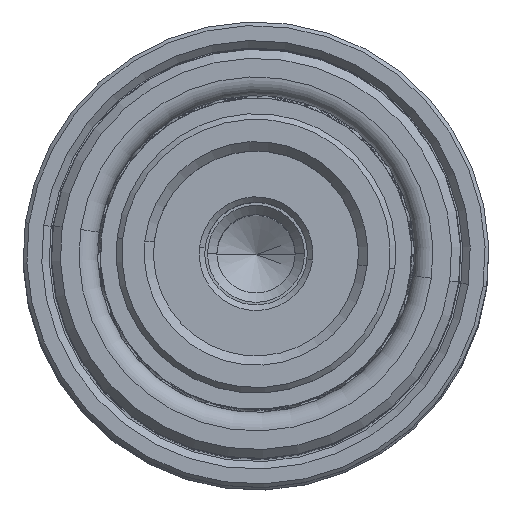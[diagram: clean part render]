
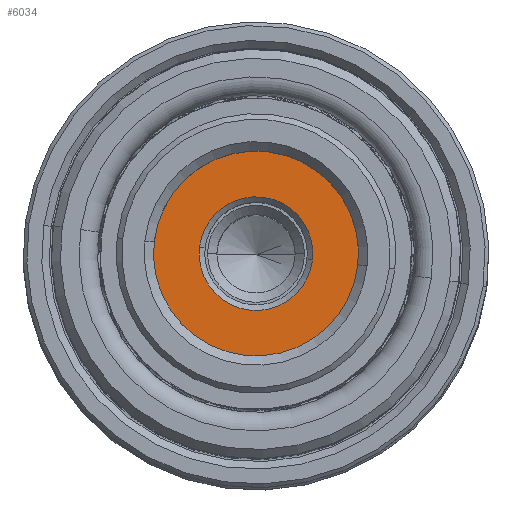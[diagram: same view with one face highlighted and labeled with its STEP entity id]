
A CAD part, top view. The second image highlights one B-rep face of the part: STEP entity #6034.
In plain terms, the highlighted face is planar.
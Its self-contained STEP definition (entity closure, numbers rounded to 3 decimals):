
#946 = CARTESIAN_POINT ( 'NONE',  ( -3.05, 0., 6.5 ) ) ;
#1081 = CARTESIAN_POINT ( 'NONE',  ( -5.5, 0., 6.5 ) ) ;
#1098 = AXIS2_PLACEMENT_3D ( 'NONE', #20212, #4622, #22871 ) ;
#1360 = CARTESIAN_POINT ( 'NONE',  ( 2.75, 0., 6.5 ) ) ;
#1549 = AXIS2_PLACEMENT_3D ( 'NONE', #1360, #3964, #22218 ) ;
#3263 = PLANE ( 'NONE',  #1549 ) ;
#3964 = DIRECTION ( 'NONE',  ( 0., 0., 1. ) ) ;
#4592 = EDGE_CURVE ( 'NONE', #29726, #6563, #25038, .T. ) ;
#4622 = DIRECTION ( 'NONE',  ( 0., 0., -1. ) ) ;
#4650 = CARTESIAN_POINT ( 'NONE',  ( 0., 0., 6.5 ) ) ;
#4988 = CARTESIAN_POINT ( 'NONE',  ( 0., 0., 6.5 ) ) ;
#6034 = ADVANCED_FACE ( 'NONE', ( #7040, #27016 ), #3263, .F. ) ;
#6563 = VERTEX_POINT ( 'NONE', #1081 ) ;
#7040 = FACE_BOUND ( 'NONE', #26688, .T. ) ;
#7267 = DIRECTION ( 'NONE',  ( -1., 0., 0. ) ) ;
#7609 = DIRECTION ( 'NONE',  ( 1., 0., 0. ) ) ;
#11491 = AXIS2_PLACEMENT_3D ( 'NONE', #4988, #23241, #7609 ) ;
#12678 = AXIS2_PLACEMENT_3D ( 'NONE', #13220, #31525, #15845 ) ;
#13220 = CARTESIAN_POINT ( 'NONE',  ( 0., 0., 6.5 ) ) ;
#13357 = CIRCLE ( 'NONE', #30853, 5.5 ) ;
#13973 = CARTESIAN_POINT ( 'NONE',  ( 3.05, 0., 6.5 ) ) ;
#15845 = DIRECTION ( 'NONE',  ( 1., 0., 0. ) ) ;
#17354 = EDGE_CURVE ( 'NONE', #6563, #29726, #13357, .T. ) ;
#17565 = EDGE_CURVE ( 'NONE', #31843, #28527, #31773, .T. ) ;
#19341 = CARTESIAN_POINT ( 'NONE',  ( 5.5, 0., 6.5 ) ) ;
#20212 = CARTESIAN_POINT ( 'NONE',  ( 0., 0., 6.5 ) ) ;
#22218 = DIRECTION ( 'NONE',  ( 1., 0., 0. ) ) ;
#22871 = DIRECTION ( 'NONE',  ( -1., 0., 0. ) ) ;
#22909 = DIRECTION ( 'NONE',  ( 0., 0., -1. ) ) ;
#23241 = DIRECTION ( 'NONE',  ( 0., 0., 1. ) ) ;
#23424 = ORIENTED_EDGE ( 'NONE', *, *, #4592, .T. ) ;
#23730 = ORIENTED_EDGE ( 'NONE', *, *, #17354, .T. ) ;
#25038 = CIRCLE ( 'NONE', #1098, 5.5 ) ;
#25077 = ORIENTED_EDGE ( 'NONE', *, *, #17565, .T. ) ;
#26688 = EDGE_LOOP ( 'NONE', ( #29006, #25077 ) ) ;
#27016 = FACE_OUTER_BOUND ( 'NONE', #28514, .T. ) ;
#27211 = CIRCLE ( 'NONE', #11491, 3.05 ) ;
#28514 = EDGE_LOOP ( 'NONE', ( #23730, #23424 ) ) ;
#28527 = VERTEX_POINT ( 'NONE', #946 ) ;
#29006 = ORIENTED_EDGE ( 'NONE', *, *, #32185, .T. ) ;
#29726 = VERTEX_POINT ( 'NONE', #19341 ) ;
#30853 = AXIS2_PLACEMENT_3D ( 'NONE', #4650, #22909, #7267 ) ;
#31525 = DIRECTION ( 'NONE',  ( 0., 0., 1. ) ) ;
#31773 = CIRCLE ( 'NONE', #12678, 3.05 ) ;
#31843 = VERTEX_POINT ( 'NONE', #13973 ) ;
#32185 = EDGE_CURVE ( 'NONE', #28527, #31843, #27211, .T. ) ;
